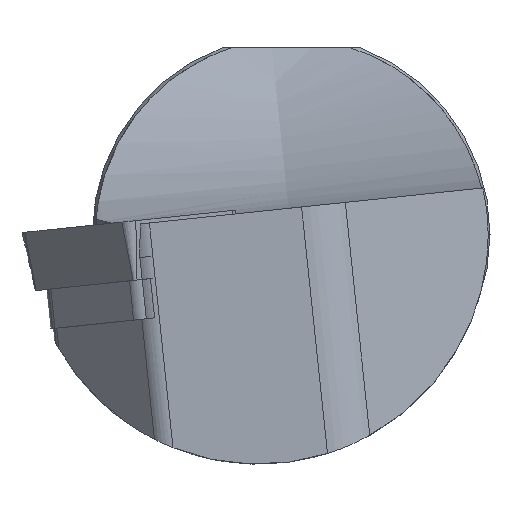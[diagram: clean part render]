
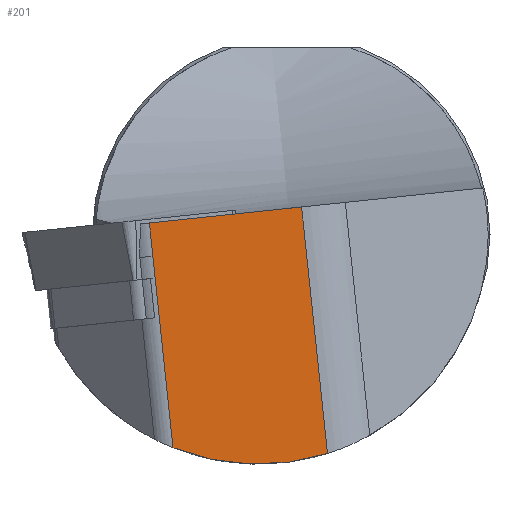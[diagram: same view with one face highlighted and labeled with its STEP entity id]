
A CAD part, left-side view. The second image highlights one B-rep face of the part: STEP entity #201.
In plain terms, the highlighted planar face has unit normal (-1, 0, 0).
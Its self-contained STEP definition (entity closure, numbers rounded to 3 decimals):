
#171=B_SPLINE_CURVE_WITH_KNOTS('',3,(#1510,#1511,#1512,#1513,#1514,#1515,
#1516),.UNSPECIFIED.,.F.,.F.,(4,3,4),(0.,0.5,1.),
 .UNSPECIFIED.);
#201=ADVANCED_FACE('',(#275),#241,.F.);
#241=PLANE('',#1013);
#275=FACE_OUTER_BOUND('',#325,.T.);
#325=EDGE_LOOP('',(#579,#580,#581,#582));
#381=LINE('',#1822,#443);
#382=LINE('',#1829,#444);
#443=VECTOR('',#1155,1.);
#444=VECTOR('',#1158,1.);
#579=ORIENTED_EDGE('',*,*,#884,.T.);
#580=ORIENTED_EDGE('',*,*,#873,.T.);
#581=ORIENTED_EDGE('',*,*,#886,.F.);
#582=ORIENTED_EDGE('',*,*,#887,.T.);
#777=VERTEX_POINT('',#1509);
#778=VERTEX_POINT('',#1517);
#786=VERTEX_POINT('',#1823);
#787=VERTEX_POINT('',#1830);
#873=EDGE_CURVE('',#778,#777,#171,.T.);
#884=EDGE_CURVE('',#786,#778,#381,.T.);
#886=EDGE_CURVE('',#787,#777,#382,.T.);
#887=EDGE_CURVE('',#787,#786,#960,.T.);
#960=CIRCLE('',#1012,18.5);
#1012=AXIS2_PLACEMENT_3D('',#1831,#1159,#1160);
#1013=AXIS2_PLACEMENT_3D('',#1832,#1161,#1162);
#1155=DIRECTION('',(0.,0.105,0.995));
#1158=DIRECTION('',(0.,0.105,0.995));
#1159=DIRECTION('',(-1.,0.,0.));
#1160=DIRECTION('',(0.,-1.,0.));
#1161=DIRECTION('',(1.,0.,0.));
#1162=DIRECTION('',(0.,-1.,0.));
#1509=CARTESIAN_POINT('',(0.8,11.416,0.911));
#1510=CARTESIAN_POINT('',(0.8,-0.835,2.198));
#1511=CARTESIAN_POINT('',(0.8,1.209,1.984));
#1512=CARTESIAN_POINT('',(0.8,3.253,1.769));
#1513=CARTESIAN_POINT('',(0.8,5.297,1.554));
#1514=CARTESIAN_POINT('',(0.8,7.336,1.339));
#1515=CARTESIAN_POINT('',(0.8,9.376,1.125));
#1516=CARTESIAN_POINT('',(0.8,11.416,0.911));
#1517=CARTESIAN_POINT('',(0.8,-0.835,2.198));
#1822=CARTESIAN_POINT('',(0.8,42.293,412.535));
#1823=CARTESIAN_POINT('',(0.8,-2.92,-17.642));
#1829=CARTESIAN_POINT('',(0.8,54.544,411.247));
#1830=CARTESIAN_POINT('',(0.8,9.515,-17.179));
#1831=CARTESIAN_POINT('',(0.8,2.65,0.));
#1832=CARTESIAN_POINT('',(0.8,42.293,412.535));
